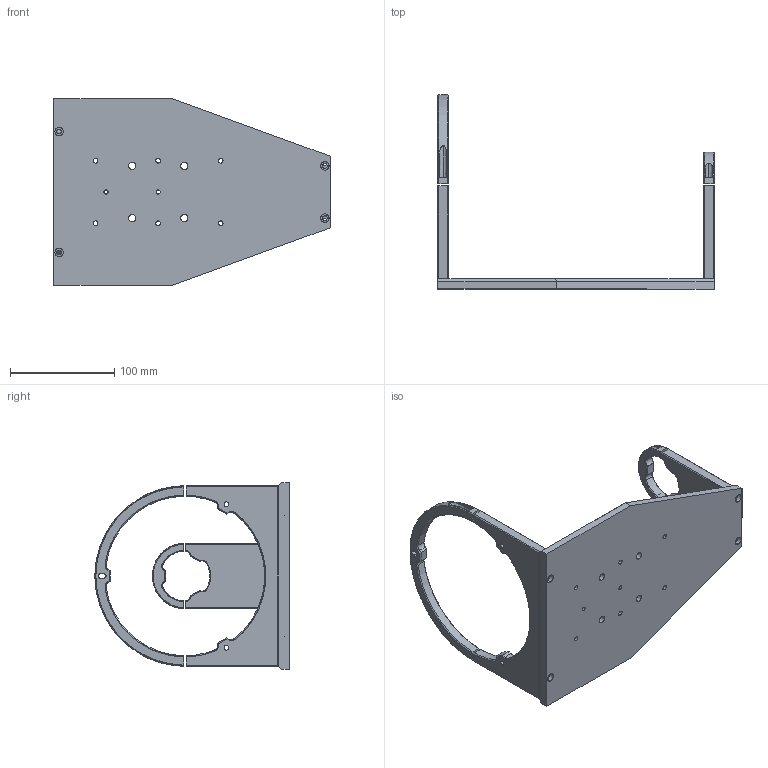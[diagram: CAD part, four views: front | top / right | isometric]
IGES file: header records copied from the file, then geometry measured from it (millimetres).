
Start section: SolidWorks IGES file using analytic representation for surfaces
Global section: file name: CMHO96.IGS; native system: SolidWorks 2012; preprocessor: SolidWorks 2012; author: michela; date: 130413.093539; units: millimetre
Bounding box: 265 x 186.5 x 179 mm (x, y, z)
Surface area: 130660.9 mm2 (no closed solid volume)
Topology: 0 solids, 0 shells, 258 faces, 3871 edges, 3879 vertices
Faces by surface type: revolution 142, bspline 116
